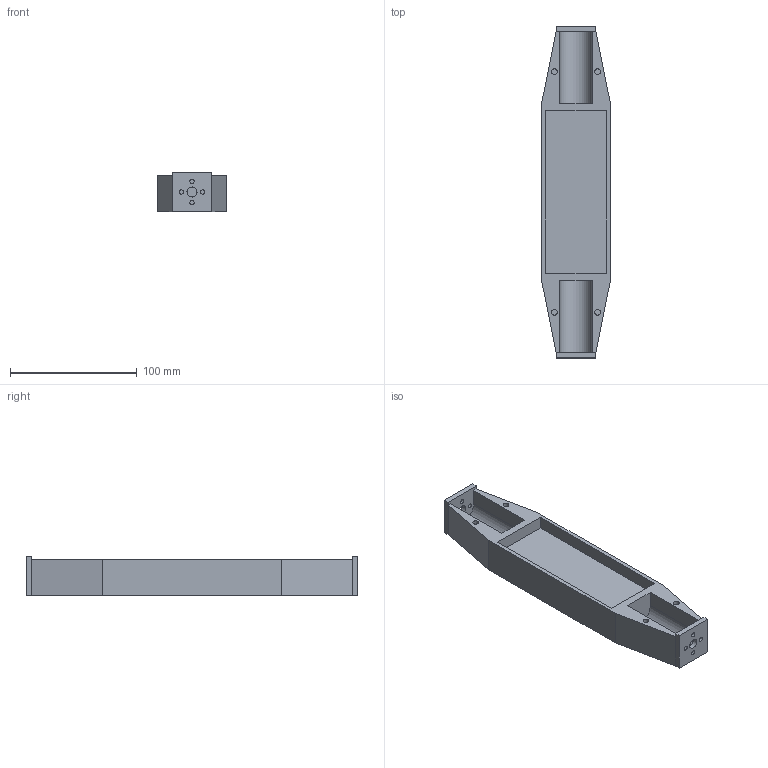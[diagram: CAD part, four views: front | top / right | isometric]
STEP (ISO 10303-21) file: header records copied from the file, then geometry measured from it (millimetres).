
FILE_DESCRIPTION(/* description */ ('STEP AP242','CAx-IF Rec.Pracs.---Representation and Presentation of Product Manufacturing Information (PMI)---4.0---2014-10-13','CAx-IF Rec.Pracs.---3D Tessellated Geometry---0.4---2014-09-14','2;1'),/* implementation_level */ '2;1');
FILE_NAME(/* name */ '65e62e522ac8d11b5c911c25',/* time_stamp */ '2024-03-04T20:25:55Z',/* author */ (''),/* organization */ (''),/* preprocessor_version */ 'ST-DEVELOPER v19.4',/* originating_system */ ' ',/* authorisation */ ' ');
FILE_SCHEMA (('AP242_MANAGED_MODEL_BASED_3D_ENGINEERING_MIM_LF { 1 0 10303 442 1 1 4 }'));
Length unit declared in the file: metre
Products named in the file (1): Part 1
Bounding box: 54 x 262 x 31.5 mm (x, y, z)
Volume: 163411.5 mm3; surface area: 57680.7 mm2
Topology: 1 solids, 1 shells, 54 faces, 134 edges, 88 vertices
Faces by surface type: plane 38, cylinder 16
Full cylindrical faces by diameter (mm): 3.5 x8, 4.5 x4, 8 x2
Entity records: 1590 total; most frequent: CARTESIAN_POINT 263, DIRECTION 262, ORIENTED_EDGE 240, EDGE_CURVE 120, EDGE_LOOP 94, FACE_BOUND 94, LINE 88, VECTOR 88
